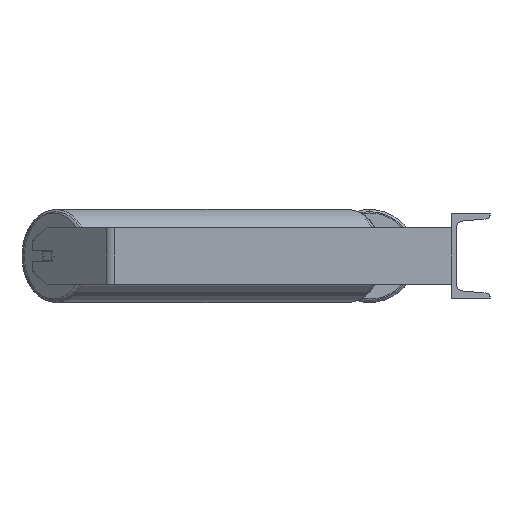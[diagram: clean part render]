
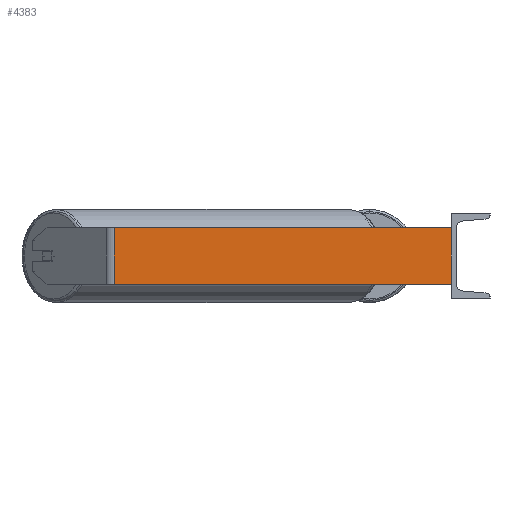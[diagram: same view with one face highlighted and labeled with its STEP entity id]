
A CAD part, left-side view. The second image highlights one B-rep face of the part: STEP entity #4383.
In plain terms, the highlighted planar face has unit normal (-1, 0, 0).
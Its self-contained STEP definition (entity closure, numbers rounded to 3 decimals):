
#418 = VERTEX_POINT ( 'NONE', #7405 ) ;
#1462 = VERTEX_POINT ( 'NONE', #7996 ) ;
#1648 = LINE ( 'NONE', #4402, #8928 ) ;
#1808 = AXIS2_PLACEMENT_3D ( 'NONE', #6004, #8766, #7564 ) ;
#2069 = LINE ( 'NONE', #2716, #5859 ) ;
#2124 = ORIENTED_EDGE ( 'NONE', *, *, #6437, .F. ) ;
#2173 = EDGE_CURVE ( 'NONE', #4343, #1462, #4990, .T. ) ;
#2372 = EDGE_LOOP ( 'NONE', ( #2822, #4673, #2124, #6554 ) ) ;
#2716 = CARTESIAN_POINT ( 'NONE',  ( -885., 488.197, -40. ) ) ;
#2741 = LINE ( 'NONE', #8408, #7704 ) ;
#2822 = ORIENTED_EDGE ( 'NONE', *, *, #5631, .T. ) ;
#3045 = CARTESIAN_POINT ( 'NONE',  ( -885., 0., 40. ) ) ;
#3557 = VECTOR ( 'NONE', #7697, 1000. ) ;
#4024 = FACE_OUTER_BOUND ( 'NONE', #2372, .T. ) ;
#4173 = DIRECTION ( 'NONE',  ( 0., -1., 0. ) ) ;
#4343 = VERTEX_POINT ( 'NONE', #6498 ) ;
#4352 = VERTEX_POINT ( 'NONE', #3045 ) ;
#4383 = ADVANCED_FACE ( 'NONE', ( #4024 ), #4780, .F. ) ;
#4402 = CARTESIAN_POINT ( 'NONE',  ( -885., 488.197, 40. ) ) ;
#4611 = EDGE_CURVE ( 'NONE', #4352, #418, #2741, .T. ) ;
#4673 = ORIENTED_EDGE ( 'NONE', *, *, #4611, .F. ) ;
#4780 = PLANE ( 'NONE',  #1808 ) ;
#4906 = DIRECTION ( 'NONE',  ( 0., -1., 0. ) ) ;
#4990 = LINE ( 'NONE', #5704, #3557 ) ;
#5631 = EDGE_CURVE ( 'NONE', #1462, #418, #2069, .T. ) ;
#5704 = CARTESIAN_POINT ( 'NONE',  ( -885., 481.57, 40. ) ) ;
#5859 = VECTOR ( 'NONE', #4173, 1000. ) ;
#6004 = CARTESIAN_POINT ( 'NONE',  ( -885., 488.197, 40. ) ) ;
#6437 = EDGE_CURVE ( 'NONE', #4343, #4352, #1648, .T. ) ;
#6498 = CARTESIAN_POINT ( 'NONE',  ( -885., 481.57, 40. ) ) ;
#6554 = ORIENTED_EDGE ( 'NONE', *, *, #2173, .T. ) ;
#7070 = DIRECTION ( 'NONE',  ( 0., 0., -1. ) ) ;
#7405 = CARTESIAN_POINT ( 'NONE',  ( -885., 0., -40. ) ) ;
#7564 = DIRECTION ( 'NONE',  ( 0., 0., -1. ) ) ;
#7697 = DIRECTION ( 'NONE',  ( 0., 0., -1. ) ) ;
#7704 = VECTOR ( 'NONE', #7070, 1000. ) ;
#7996 = CARTESIAN_POINT ( 'NONE',  ( -885., 481.57, -40. ) ) ;
#8408 = CARTESIAN_POINT ( 'NONE',  ( -885., 0., 40. ) ) ;
#8766 = DIRECTION ( 'NONE',  ( 1., 0., 0. ) ) ;
#8928 = VECTOR ( 'NONE', #4906, 1000. ) ;
